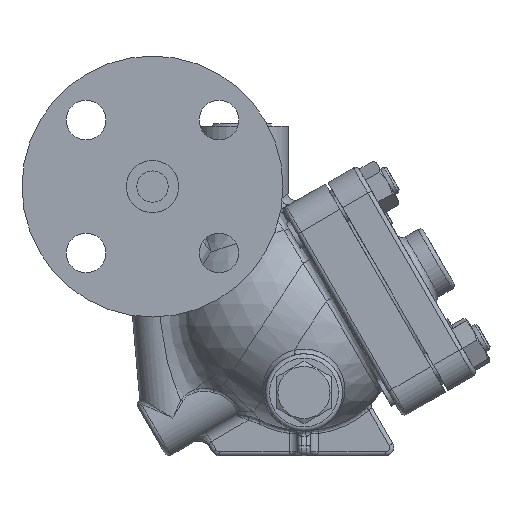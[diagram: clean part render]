
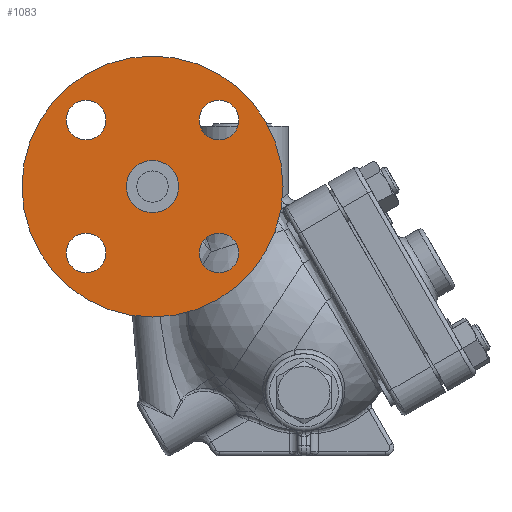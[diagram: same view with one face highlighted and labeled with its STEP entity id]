
A CAD part, front view. The second image highlights one B-rep face of the part: STEP entity #1083.
In plain terms, the highlighted planar face has unit normal (0, -1, 0).
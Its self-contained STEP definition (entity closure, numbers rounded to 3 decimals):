
#764=CARTESIAN_POINT('',(-43.,-125.0,62.5));
#765=VERTEX_POINT('',#764);
#766=CARTESIAN_POINT('',(-43.,-125.0,0.));
#767=DIRECTION('',(0.0,1.0,0.0));
#768=DIRECTION('',(0.0,0.0,1.0));
#769=AXIS2_PLACEMENT_3D('',#766,#767,#768);
#770=CIRCLE('',#769,62.5);
#771=EDGE_CURVE('',#765,#765,#770,.T.);
#808=CARTESIAN_POINT('',(-74.82,-125.0,41.32));
#809=VERTEX_POINT('',#808);
#810=CARTESIAN_POINT('',(-74.82,-125.0,31.82));
#811=DIRECTION('',(0.0,1.0,0.0));
#812=DIRECTION('',(0.0,0.0,1.0));
#813=AXIS2_PLACEMENT_3D('',#810,#811,#812);
#814=CIRCLE('',#813,9.5);
#815=EDGE_CURVE('',#809,#809,#814,.T.);
#849=CARTESIAN_POINT('',(-84.32,-125.0,-31.82));
#850=VERTEX_POINT('',#849);
#851=CARTESIAN_POINT('',(-74.82,-125.0,-31.82));
#852=DIRECTION('',(0.0,1.0,0.0));
#853=DIRECTION('',(-1.0,0.0,0.0));
#854=AXIS2_PLACEMENT_3D('',#851,#852,#853);
#855=CIRCLE('',#854,9.5);
#856=EDGE_CURVE('',#850,#850,#855,.T.);
#890=CARTESIAN_POINT('',(-11.18,-125.0,-41.32));
#891=VERTEX_POINT('',#890);
#892=CARTESIAN_POINT('',(-11.18,-125.0,-31.82));
#893=DIRECTION('',(0.0,1.0,0.0));
#894=DIRECTION('',(0.0,0.0,-1.0));
#895=AXIS2_PLACEMENT_3D('',#892,#893,#894);
#896=CIRCLE('',#895,9.5);
#897=EDGE_CURVE('',#891,#891,#896,.T.);
#931=CARTESIAN_POINT('',(-1.68,-125.0,31.82));
#932=VERTEX_POINT('',#931);
#933=CARTESIAN_POINT('',(-11.18,-125.0,31.82));
#934=DIRECTION('',(0.0,1.0,0.0));
#935=DIRECTION('',(1.0,0.0,0.0));
#936=AXIS2_PLACEMENT_3D('',#933,#934,#935);
#937=CIRCLE('',#936,9.5);
#938=EDGE_CURVE('',#932,#932,#937,.T.);
#1045=CARTESIAN_POINT('',(-43.,-125.0,12.5));
#1046=VERTEX_POINT('',#1045);
#1047=CARTESIAN_POINT('',(-43.,-125.0,0.));
#1048=DIRECTION('',(0.0,1.0,0.0));
#1049=DIRECTION('',(0.0,0.0,1.0));
#1050=AXIS2_PLACEMENT_3D('',#1047,#1048,#1049);
#1051=CIRCLE('',#1050,12.5);
#1052=EDGE_CURVE('',#1046,#1046,#1051,.T.);
#1060=CARTESIAN_POINT('',(-43.,-125.0,37.5));
#1061=DIRECTION('',(0.0,-1.0,0.0));
#1062=DIRECTION('',(0.0,0.0,-1.0));
#1063=AXIS2_PLACEMENT_3D('',#1060,#1061,#1062);
#1064=PLANE('',#1063);
#1065=ORIENTED_EDGE('',*,*,#771,.F.);
#1066=EDGE_LOOP('',(#1065));
#1067=FACE_OUTER_BOUND('',#1066,.T.);
#1068=ORIENTED_EDGE('',*,*,#815,.T.);
#1069=EDGE_LOOP('',(#1068));
#1070=FACE_BOUND('',#1069,.T.);
#1071=ORIENTED_EDGE('',*,*,#856,.T.);
#1072=EDGE_LOOP('',(#1071));
#1073=FACE_BOUND('',#1072,.T.);
#1074=ORIENTED_EDGE('',*,*,#897,.T.);
#1075=EDGE_LOOP('',(#1074));
#1076=FACE_BOUND('',#1075,.T.);
#1077=ORIENTED_EDGE('',*,*,#938,.T.);
#1078=EDGE_LOOP('',(#1077));
#1079=FACE_BOUND('',#1078,.T.);
#1080=ORIENTED_EDGE('',*,*,#1052,.T.);
#1081=EDGE_LOOP('',(#1080));
#1082=FACE_BOUND('',#1081,.T.);
#1083=ADVANCED_FACE('',(#1067,#1070,#1073,#1076,#1079,#1082),#1064,.T.);
